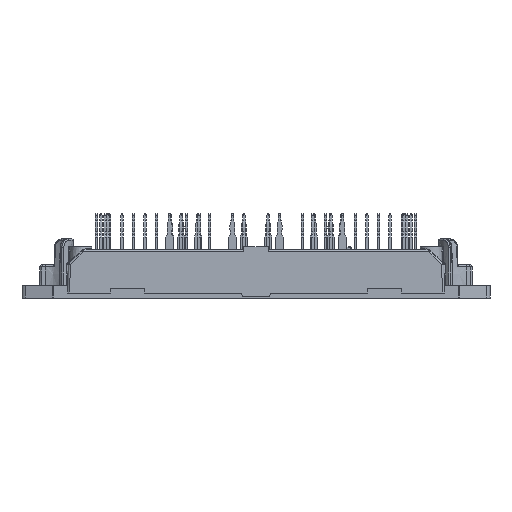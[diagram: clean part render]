
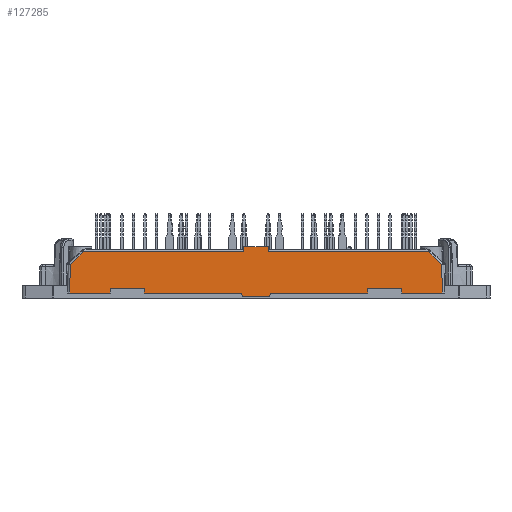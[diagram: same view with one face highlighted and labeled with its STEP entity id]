
A CAD part, front view. The second image highlights one B-rep face of the part: STEP entity #127285.
In plain terms, the highlighted planar face has unit normal (0, -1, 0.026).
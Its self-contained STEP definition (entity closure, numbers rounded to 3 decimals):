
#12979=ORIENTED_EDGE('',*,*,#39900,.F.);
#12980=ORIENTED_EDGE('',*,*,#39901,.T.);
#12981=ORIENTED_EDGE('',*,*,#39902,.F.);
#12982=ORIENTED_EDGE('',*,*,#39903,.T.);
#12983=ORIENTED_EDGE('',*,*,#39904,.T.);
#12984=ORIENTED_EDGE('',*,*,#38258,.F.);
#12985=ORIENTED_EDGE('',*,*,#38256,.T.);
#12986=ORIENTED_EDGE('',*,*,#39638,.F.);
#12987=ORIENTED_EDGE('',*,*,#38251,.T.);
#12988=ORIENTED_EDGE('',*,*,#39759,.T.);
#12989=ORIENTED_EDGE('',*,*,#38249,.T.);
#12990=ORIENTED_EDGE('',*,*,#38247,.T.);
#12991=ORIENTED_EDGE('',*,*,#39905,.T.);
#12992=ORIENTED_EDGE('',*,*,#39906,.F.);
#12993=ORIENTED_EDGE('',*,*,#39907,.T.);
#12994=ORIENTED_EDGE('',*,*,#39908,.T.);
#12995=ORIENTED_EDGE('',*,*,#39909,.T.);
#12996=ORIENTED_EDGE('',*,*,#38279,.F.);
#12997=ORIENTED_EDGE('',*,*,#38283,.T.);
#12998=ORIENTED_EDGE('',*,*,#38288,.F.);
#12999=ORIENTED_EDGE('',*,*,#38289,.F.);
#13000=ORIENTED_EDGE('',*,*,#38293,.T.);
#38247=EDGE_CURVE('',#51743,#52080,#60949,.T.);
#38249=EDGE_CURVE('',#52082,#51743,#60951,.T.);
#38251=EDGE_CURVE('',#52083,#52084,#60952,.F.);
#38256=EDGE_CURVE('',#51746,#52086,#60956,.F.);
#38258=EDGE_CURVE('',#51746,#52088,#60958,.T.);
#38279=EDGE_CURVE('',#52103,#52104,#60975,.F.);
#38283=EDGE_CURVE('',#52103,#52107,#60979,.T.);
#38288=EDGE_CURVE('',#52110,#52107,#60984,.F.);
#38289=EDGE_CURVE('',#52111,#52110,#60985,.T.);
#38293=EDGE_CURVE('',#52111,#52113,#60989,.F.);
#39638=EDGE_CURVE('',#52083,#52086,#61565,.T.);
#39759=EDGE_CURVE('',#52084,#52082,#61616,.T.);
#39900=EDGE_CURVE('',#53291,#52113,#61672,.F.);
#39901=EDGE_CURVE('',#53291,#53292,#61673,.F.);
#39902=EDGE_CURVE('',#53293,#53292,#61674,.F.);
#39903=EDGE_CURVE('',#53293,#53294,#61675,.F.);
#39904=EDGE_CURVE('',#53294,#52088,#61676,.F.);
#39905=EDGE_CURVE('',#52080,#53295,#61677,.F.);
#39906=EDGE_CURVE('',#53296,#53295,#61678,.F.);
#39907=EDGE_CURVE('',#53296,#53297,#61679,.F.);
#39908=EDGE_CURVE('',#53297,#53298,#61680,.F.);
#39909=EDGE_CURVE('',#53298,#52104,#61681,.F.);
#51743=VERTEX_POINT('',#171644);
#51746=VERTEX_POINT('',#171654);
#52080=VERTEX_POINT('',#175845);
#52082=VERTEX_POINT('',#175851);
#52083=VERTEX_POINT('',#175855);
#52084=VERTEX_POINT('',#175856);
#52086=VERTEX_POINT('',#175863);
#52088=VERTEX_POINT('',#175869);
#52103=VERTEX_POINT('',#175934);
#52104=VERTEX_POINT('',#175935);
#52107=VERTEX_POINT('',#175943);
#52110=VERTEX_POINT('',#175951);
#52111=VERTEX_POINT('',#175955);
#52113=VERTEX_POINT('',#175961);
#53291=VERTEX_POINT('',#181153);
#53292=VERTEX_POINT('',#181155);
#53293=VERTEX_POINT('',#181157);
#53294=VERTEX_POINT('',#181159);
#53295=VERTEX_POINT('',#181162);
#53296=VERTEX_POINT('',#181164);
#53297=VERTEX_POINT('',#181166);
#53298=VERTEX_POINT('',#181168);
#60949=LINE('',#175846,#69594);
#60951=LINE('',#175850,#69596);
#60952=LINE('',#175854,#69597);
#60956=LINE('',#175864,#69601);
#60958=LINE('',#175868,#69603);
#60975=LINE('',#175933,#69620);
#60979=LINE('',#175942,#69624);
#60984=LINE('',#175952,#69629);
#60985=LINE('',#175954,#69630);
#60989=LINE('',#175963,#69634);
#61565=LINE('',#180200,#70210);
#61616=LINE('',#180624,#70261);
#61672=LINE('',#181152,#70317);
#61673=LINE('',#181154,#70318);
#61674=LINE('',#181156,#70319);
#61675=LINE('',#181158,#70320);
#61676=LINE('',#181160,#70321);
#61677=LINE('',#181161,#70322);
#61678=LINE('',#181163,#70323);
#61679=LINE('',#181165,#70324);
#61680=LINE('',#181167,#70325);
#61681=LINE('',#181169,#70326);
#69594=VECTOR('',#142912,1000.);
#69596=VECTOR('',#142916,1000.);
#69597=VECTOR('',#142921,1000.);
#69601=VECTOR('',#142929,1000.);
#69603=VECTOR('',#142933,1000.);
#69620=VECTOR('',#142966,1000.);
#69624=VECTOR('',#142972,1000.);
#69629=VECTOR('',#142979,1000.);
#69630=VECTOR('',#142982,1000.);
#69634=VECTOR('',#142988,1000.);
#70210=VECTOR('',#145096,1000.);
#70261=VECTOR('',#145239,1000.);
#70317=VECTOR('',#145423,1000.);
#70318=VECTOR('',#145424,1000.);
#70319=VECTOR('',#145425,1000.);
#70320=VECTOR('',#145426,1000.);
#70321=VECTOR('',#145427,1000.);
#70322=VECTOR('',#145428,1000.);
#70323=VECTOR('',#145429,1000.);
#70324=VECTOR('',#145430,1000.);
#70325=VECTOR('',#145431,1000.);
#70326=VECTOR('',#145432,1000.);
#78657=EDGE_LOOP('',(#12979,#12980,#12981,#12982,#12983,#12984,#12985,#12986,
#12987,#12988,#12989,#12990,#12991,#12992,#12993,#12994,#12995,#12996,#12997,
#12998,#12999,#13000));
#83917=FACE_BOUND('',#78657,.T.);
#88621=PLANE('',#133163);
#127285=ADVANCED_FACE('',(#83917),#88621,.T.);
#133163=AXIS2_PLACEMENT_3D('',#181151,#145421,#145422);
#142912=DIRECTION('',(-0.707,-0.019,-0.707));
#142916=DIRECTION('',(-1.,0.,0.));
#142921=DIRECTION('',(1.,0.,0.));
#142929=DIRECTION('',(1.,0.,0.));
#142933=DIRECTION('',(0.707,-0.019,-0.707));
#142966=DIRECTION('',(1.,0.,0.));
#142972=DIRECTION('',(0.174,-0.026,-0.984));
#142979=DIRECTION('',(1.,0.,0.));
#142982=DIRECTION('',(-0.174,-0.026,-0.984));
#142988=DIRECTION('',(-1.,0.,0.));
#145096=DIRECTION('',(0.017,-0.026,-1.));
#145239=DIRECTION('',(-0.017,-0.026,-1.));
#145421=DIRECTION('',(0.,-1.,0.026));
#145422=DIRECTION('',(0.,-0.026,-1.));
#145423=DIRECTION('',(0.,0.026,1.));
#145424=DIRECTION('',(-1.,0.,0.));
#145425=DIRECTION('',(0.,-0.026,-1.));
#145426=DIRECTION('',(-1.,0.,0.));
#145427=DIRECTION('',(0.026,-0.026,-0.999));
#145428=DIRECTION('',(0.026,0.026,0.999));
#145429=DIRECTION('',(1.,0.,0.));
#145430=DIRECTION('',(0.,-0.026,-1.));
#145431=DIRECTION('',(-1.,0.,0.));
#145432=DIRECTION('',(0.,0.026,1.));
#171644=CARTESIAN_POINT('',(-40.443,-30.719,7.363));
#171654=CARTESIAN_POINT('',(40.443,-30.719,7.363));
#175845=CARTESIAN_POINT('',(-43.474,-30.798,4.332));
#175846=CARTESIAN_POINT('',(-23.298,-30.27,24.508));
#175850=CARTESIAN_POINT('',(0.,-30.719,7.363));
#175851=CARTESIAN_POINT('',(-2.845,-30.719,7.363));
#175854=CARTESIAN_POINT('',(0.,-30.689,8.5));
#175855=CARTESIAN_POINT('',(2.825,-30.689,8.5));
#175856=CARTESIAN_POINT('',(-2.825,-30.689,8.5));
#175863=CARTESIAN_POINT('',(2.845,-30.719,7.363));
#175864=CARTESIAN_POINT('',(0.,-30.719,7.363));
#175868=CARTESIAN_POINT('',(23.298,-30.27,24.508));
#175869=CARTESIAN_POINT('',(43.474,-30.798,4.332));
#175933=CARTESIAN_POINT('',(0.,-30.972,-2.3));
#175934=CARTESIAN_POINT('',(-3.359,-30.972,-2.3));
#175935=CARTESIAN_POINT('',(-26.147,-30.972,-2.3));
#175942=CARTESIAN_POINT('',(-3.861,-30.897,0.546));
#175943=CARTESIAN_POINT('',(-3.218,-30.993,-3.1));
#175951=CARTESIAN_POINT('',(3.218,-30.993,-3.1));
#175952=CARTESIAN_POINT('',(3.5,-30.993,-3.1));
#175954=CARTESIAN_POINT('',(3.861,-30.897,0.546));
#175955=CARTESIAN_POINT('',(3.359,-30.972,-2.3));
#175961=CARTESIAN_POINT('',(26.147,-30.972,-2.3));
#175963=CARTESIAN_POINT('',(0.,-30.972,-2.3));
#180200=CARTESIAN_POINT('',(2.849,-30.725,7.119));
#180624=CARTESIAN_POINT('',(-2.849,-30.725,7.119));
#181151=CARTESIAN_POINT('',(0.,-30.879,1.226));
#181152=CARTESIAN_POINT('',(26.147,-30.879,1.226));
#181153=CARTESIAN_POINT('',(26.147,-30.945,-1.3));
#181154=CARTESIAN_POINT('',(0.,-30.945,-1.3));
#181155=CARTESIAN_POINT('',(34.147,-30.945,-1.3));
#181156=CARTESIAN_POINT('',(34.147,-30.879,1.226));
#181157=CARTESIAN_POINT('',(34.147,-30.972,-2.3));
#181158=CARTESIAN_POINT('',(0.,-30.972,-2.3));
#181159=CARTESIAN_POINT('',(43.647,-30.972,-2.3));
#181160=CARTESIAN_POINT('',(43.525,-30.849,2.365));
#181161=CARTESIAN_POINT('',(-43.525,-30.849,2.365));
#181162=CARTESIAN_POINT('',(-43.647,-30.972,-2.3));
#181163=CARTESIAN_POINT('',(0.,-30.972,-2.3));
#181164=CARTESIAN_POINT('',(-34.147,-30.972,-2.3));
#181165=CARTESIAN_POINT('',(-34.147,-30.879,1.226));
#181166=CARTESIAN_POINT('',(-34.147,-30.945,-1.3));
#181167=CARTESIAN_POINT('',(0.,-30.945,-1.3));
#181168=CARTESIAN_POINT('',(-26.147,-30.945,-1.3));
#181169=CARTESIAN_POINT('',(-26.147,-30.879,1.226));
